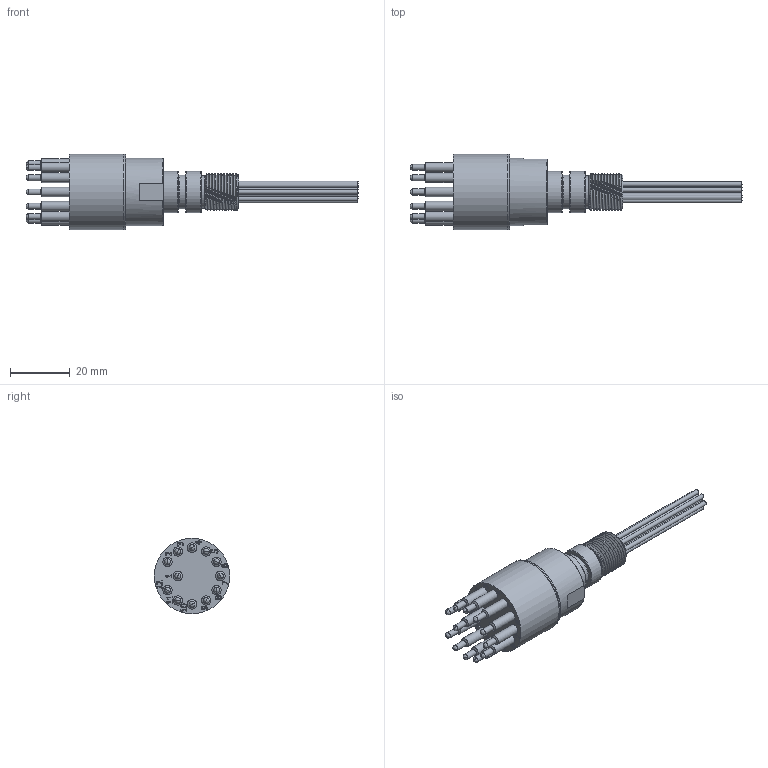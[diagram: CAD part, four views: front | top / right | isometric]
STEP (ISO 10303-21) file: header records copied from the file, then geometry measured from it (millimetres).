
FILE_DESCRIPTION(/* description */ (''),/* implementation_level */ '2;1');
FILE_NAME(/* name */ 'MCBH12M 2 O-ring 22mm Hex.stp',/* time_stamp */ '2014-11-26T15:38:03+01:00',/* author */ ('sh'),/* organization */ (''),/* preprocessor_version */ 'ST-DEVELOPER v15.2',/* originating_system */ 'Autodesk Inventor 2014',/* authorisation */ '');
FILE_SCHEMA (('AUTOMOTIVE_DESIGN { 1 0 10303 214 3 1 1 }'));
Length unit declared in the file: millimetre
Products named in the file (1): MCBH12M  2 O-ring 22mm Hex
Bounding box: 111.53 x 25.35 x 25.35 mm (x, y, z)
Volume: 19108.6 mm3; surface area: 14710.3 mm2
Topology: 27 solids, 27 shells, 497 faces, 1157 edges, 759 vertices
Faces by surface type: plane 207, bspline 154, cylinder 77, cone 36, torus 23
Full cylindrical faces by diameter (mm): 1.321 x12, 1.473 x12, 1.981 x12, 1.986 x12, 3.175 x12, 7.671 x2, 11.024 x1, 11.1 x2, 11.379 x1, 12.852 x1, 13.975 x2, 15.596 x1, 19.05 x2, 20.422 x1, 22.606 x1, 25.349 x2
Entity records: 17560 total; most frequent: CARTESIAN_POINT 7340, ORIENTED_EDGE 1930, DIRECTION 1634, EDGE_CURVE 965, VERTEX_POINT 700, EDGE_LOOP 675, AXIS2_PLACEMENT_3D 593, STYLED_ITEM 505
